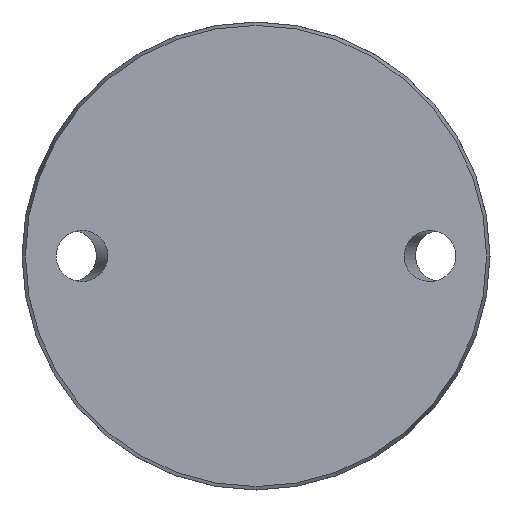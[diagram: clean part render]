
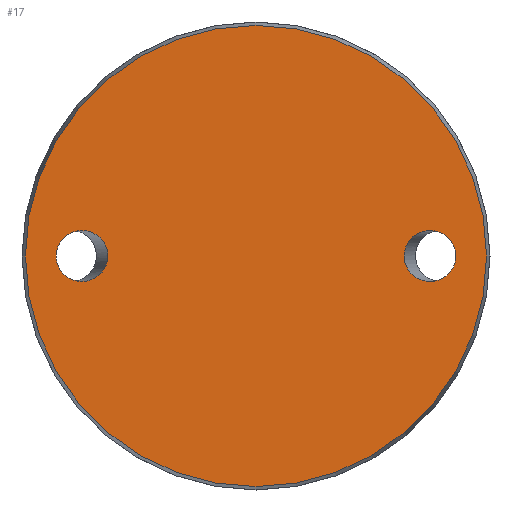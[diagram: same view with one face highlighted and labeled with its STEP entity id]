
A CAD part, front view. The second image highlights one B-rep face of the part: STEP entity #17.
In plain terms, the highlighted planar face has unit normal (0, -1, 0).
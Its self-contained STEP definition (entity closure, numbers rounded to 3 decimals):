
#3 = CARTESIAN_POINT ( 'NONE',  ( -33.309, 0., -8.5 ) ) ;
#7 = CARTESIAN_POINT ( 'NONE',  ( -33.309, 0., 8.5 ) ) ;
#14 = CARTESIAN_POINT ( 'NONE',  ( 24.691, 0., -8.5 ) ) ;
#17 = ADVANCED_FACE ( 'NONE', ( #551, #632, #400 ), #20, .F. ) ;
#20 = PLANE ( 'NONE',  #384 ) ;
#77 = DIRECTION ( 'NONE',  ( 0., -1., 0. ) ) ;
#99 = CARTESIAN_POINT ( 'NONE',  ( -24.691, 0., 0. ) ) ;
#131 = ORIENTED_EDGE ( 'NONE', *, *, #136, .F. ) ;
#136 = EDGE_CURVE ( 'NONE', #764, #764, #252, .T. ) ;
#157 = CARTESIAN_POINT ( 'NONE',  ( -24.691, 0., 8.5 ) ) ;
#246 = DIRECTION ( 'NONE',  ( 0., 0., 1. ) ) ;
#252 =( BOUNDED_CURVE ( )  B_SPLINE_CURVE ( 3, ( #702, #14, #485, #583, #964, #944, #880 ),
 .UNSPECIFIED., .T., .F. ) 
 B_SPLINE_CURVE_WITH_KNOTS ( ( 4, 3, 4 ),
 ( 0., 3.142, 6.283 ),
 .UNSPECIFIED. ) 
 CURVE ( )  GEOMETRIC_REPRESENTATION_ITEM ( )  RATIONAL_B_SPLINE_CURVE ( ( 1., 0.333, 0.333, 1., 0.333, 0.333, 1. ) ) 
 REPRESENTATION_ITEM ( '' )  );
#306 = AXIS2_PLACEMENT_3D ( 'NONE', #526, #77, #540 ) ;
#326 = DIRECTION ( 'NONE',  ( 0., 1., 0. ) ) ;
#357 =( BOUNDED_CURVE ( )  B_SPLINE_CURVE ( 3, ( #484, #7, #157, #99, #864, #3, #547 ),
 .UNSPECIFIED., .T., .T. ) 
 B_SPLINE_CURVE_WITH_KNOTS ( ( 4, 3, 4 ),
 ( 0., 3.142, 6.283 ),
 .UNSPECIFIED. ) 
 CURVE ( )  GEOMETRIC_REPRESENTATION_ITEM ( )  RATIONAL_B_SPLINE_CURVE ( ( 1., 0.333, 0.333, 1., 0.333, 0.333, 1. ) ) 
 REPRESENTATION_ITEM ( '' )  );
#381 = VERTEX_POINT ( 'NONE', #748 ) ;
#384 = AXIS2_PLACEMENT_3D ( 'NONE', #856, #326, #246 ) ;
#386 = CIRCLE ( 'NONE', #306, 38.425 ) ;
#388 = CARTESIAN_POINT ( 'NONE',  ( 24.691, 0., 0. ) ) ;
#400 = FACE_OUTER_BOUND ( 'NONE', #985, .T. ) ;
#484 = CARTESIAN_POINT ( 'NONE',  ( -33.309, 0., 0. ) ) ;
#485 = CARTESIAN_POINT ( 'NONE',  ( 33.309, 0., -8.5 ) ) ;
#506 = ORIENTED_EDGE ( 'NONE', *, *, #554, .T. ) ;
#526 = CARTESIAN_POINT ( 'NONE',  ( 0., 0., 0. ) ) ;
#540 = DIRECTION ( 'NONE',  ( 0., 0., -1. ) ) ;
#547 = CARTESIAN_POINT ( 'NONE',  ( -33.309, 0., 0. ) ) ;
#551 = FACE_BOUND ( 'NONE', #812, .T. ) ;
#554 = EDGE_CURVE ( 'NONE', #381, #381, #357, .T. ) ;
#583 = CARTESIAN_POINT ( 'NONE',  ( 33.309, 0., 0. ) ) ;
#632 = FACE_BOUND ( 'NONE', #710, .T. ) ;
#702 = CARTESIAN_POINT ( 'NONE',  ( 24.691, 0., 0. ) ) ;
#710 = EDGE_LOOP ( 'NONE', ( #131 ) ) ;
#748 = CARTESIAN_POINT ( 'NONE',  ( -33.309, 0., 0. ) ) ;
#764 = VERTEX_POINT ( 'NONE', #388 ) ;
#812 = EDGE_LOOP ( 'NONE', ( #506 ) ) ;
#847 = VERTEX_POINT ( 'NONE', #862 ) ;
#856 = CARTESIAN_POINT ( 'NONE',  ( -38.425, 0., 0. ) ) ;
#862 = CARTESIAN_POINT ( 'NONE',  ( 0., 0., -38.425 ) ) ;
#864 = CARTESIAN_POINT ( 'NONE',  ( -24.691, 0., -8.5 ) ) ;
#880 = CARTESIAN_POINT ( 'NONE',  ( 24.691, 0., 0. ) ) ;
#926 = ORIENTED_EDGE ( 'NONE', *, *, #962, .T. ) ;
#944 = CARTESIAN_POINT ( 'NONE',  ( 24.691, 0., 8.5 ) ) ;
#962 = EDGE_CURVE ( 'NONE', #847, #847, #386, .T. ) ;
#964 = CARTESIAN_POINT ( 'NONE',  ( 33.309, 0., 8.5 ) ) ;
#985 = EDGE_LOOP ( 'NONE', ( #926 ) ) ;
